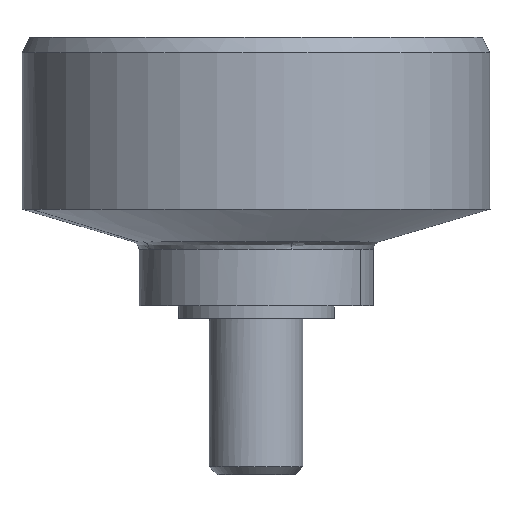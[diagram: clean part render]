
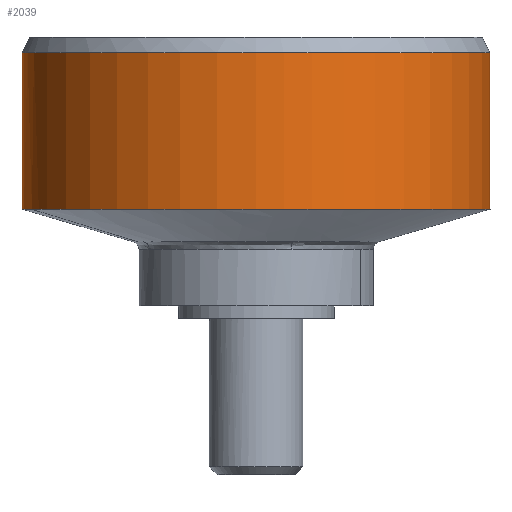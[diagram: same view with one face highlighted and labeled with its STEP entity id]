
A CAD part, left-side view. The second image highlights one B-rep face of the part: STEP entity #2039.
In plain terms, the highlighted free-form (B-spline) face has degree [2, 1] with [7, 2] control points.
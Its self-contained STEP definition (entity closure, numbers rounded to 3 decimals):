
#1669=CARTESIAN_POINT('',(-15.0,0.0,7.0));
#1670=VERTEX_POINT('',#1669);
#1671=CARTESIAN_POINT('',(-4.33,14.361,7.));
#1672=VERTEX_POINT('',#1671);
#1673=CARTESIAN_POINT('',(-15.0,0.0,7.0));
#1674=CARTESIAN_POINT('',(-15.,11.144,7.));
#1675=CARTESIAN_POINT('',(-4.33,14.361,7.));
#1683=(BOUNDED_CURVE()B_SPLINE_CURVE(2,(#1673,#1674,#1675),.UNSPECIFIED.,.F.,.U.)B_SPLINE_CURVE_WITH_KNOTS((3,3),(0.0,0.201),.UNSPECIFIED.)CURVE()GEOMETRIC_REPRESENTATION_ITEM()RATIONAL_B_SPLINE_CURVE((1.0,0.765,0.907))REPRESENTATION_ITEM(''));
#1684=EDGE_CURVE('',#1670,#1672,#1683,.T.);
#1762=CARTESIAN_POINT('',(0.916,-14.972,7.0));
#1763=VERTEX_POINT('',#1762);
#1777=CARTESIAN_POINT('',(0.916,-14.972,7.0));
#1778=CARTESIAN_POINT('',(0.458,-15.,7.));
#1779=CARTESIAN_POINT('',(0.0,-15.0,7.0));
#1780=CARTESIAN_POINT('',(-15.,-15.,7.));
#1781=CARTESIAN_POINT('',(-15.0,0.0,7.0));
#1789=(BOUNDED_CURVE()B_SPLINE_CURVE(2,(#1777,#1778,#1779,#1780,#1781),.UNSPECIFIED.,.F.,.U.)B_SPLINE_CURVE_WITH_KNOTS((3,2,3),(0.739,0.75,1.0),.UNSPECIFIED.)CURVE()GEOMETRIC_REPRESENTATION_ITEM()RATIONAL_B_SPLINE_CURVE((0.976,0.988,1.0,0.707,1.0))REPRESENTATION_ITEM(''));
#1790=EDGE_CURVE('',#1763,#1670,#1789,.T.);
#1817=CARTESIAN_POINT('',(14.042,5.274,7.));
#1818=VERTEX_POINT('',#1817);
#1819=CARTESIAN_POINT('',(-4.33,14.361,7.));
#1820=CARTESIAN_POINT('',(-2.212,15.,7.));
#1821=CARTESIAN_POINT('',(0.,15.,7.));
#1822=CARTESIAN_POINT('',(10.389,15.,7.));
#1823=CARTESIAN_POINT('',(14.042,5.274,7.));
#1831=(BOUNDED_CURVE()B_SPLINE_CURVE(2,(#1819,#1820,#1821,#1822,#1823),.UNSPECIFIED.,.F.,.U.)B_SPLINE_CURVE_WITH_KNOTS((3,2,3),(0.201,0.25,0.44),.UNSPECIFIED.)CURVE()GEOMETRIC_REPRESENTATION_ITEM()RATIONAL_B_SPLINE_CURVE((0.907,0.942,1.0,0.777,0.893))REPRESENTATION_ITEM(''));
#1832=EDGE_CURVE('',#1672,#1818,#1831,.T.);
#1915=CARTESIAN_POINT('',(14.042,5.274,17.));
#1916=VERTEX_POINT('',#1915);
#1932=CARTESIAN_POINT('',(0.916,-14.972,17.));
#1933=VERTEX_POINT('',#1932);
#1947=CARTESIAN_POINT('',(0.916,-14.972,17.));
#1948=CARTESIAN_POINT('',(0.916,-14.972,7.0));
#1949=QUASI_UNIFORM_CURVE('',1,(#1947,#1948),.UNSPECIFIED.,.F.,.U.);
#1950=EDGE_CURVE('',#1933,#1763,#1949,.T.);
#1955=CARTESIAN_POINT('',(14.042,5.274,17.));
#1956=CARTESIAN_POINT('',(14.042,5.274,7.));
#1957=QUASI_UNIFORM_CURVE('',1,(#1955,#1956),.UNSPECIFIED.,.F.,.U.);
#1958=EDGE_CURVE('',#1916,#1818,#1957,.T.);
#1963=CARTESIAN_POINT('',(0.916,-14.972,17.25));
#1964=CARTESIAN_POINT('',(-14.056,-15.888,17.25));
#1965=CARTESIAN_POINT('',(-14.972,-0.916,17.25));
#1966=CARTESIAN_POINT('',(-15.888,14.056,17.25));
#1967=CARTESIAN_POINT('',(-0.916,14.972,17.25));
#1968=CARTESIAN_POINT('',(10.146,15.649,17.25));
#1969=CARTESIAN_POINT('',(14.042,5.274,17.25));
#1970=CARTESIAN_POINT('',(0.916,-14.972,6.744));
#1971=CARTESIAN_POINT('',(-14.056,-15.888,6.744));
#1972=CARTESIAN_POINT('',(-14.972,-0.916,6.744));
#1973=CARTESIAN_POINT('',(-15.888,14.056,6.744));
#1974=CARTESIAN_POINT('',(-0.916,14.972,6.744));
#1975=CARTESIAN_POINT('',(10.146,15.649,6.744));
#1976=CARTESIAN_POINT('',(14.042,5.274,6.744));
#1984=(BOUNDED_SURFACE()B_SPLINE_SURFACE(2,1,((#1963,#1970),(#1964,#1971),(#1965,#1972),(#1966,#1973),(#1967,#1974),(#1968,#1975),(#1969,#1976)),.UNSPECIFIED.,.F.,.F.,.U.)B_SPLINE_SURFACE_WITH_KNOTS((3,2,2,3),(2,2),(0.0,24.853,49.706,69.588),(0.0,10.506),.UNSPECIFIED.)GEOMETRIC_REPRESENTATION_ITEM()RATIONAL_B_SPLINE_SURFACE(((1.0,1.0),(0.707,0.707),(1.0,1.0),(0.707,0.707),(1.0,1.0),(0.766,0.766),(0.906,0.906)))REPRESENTATION_ITEM('')SURFACE());
#1985=CARTESIAN_POINT('',(-1.771,14.895,17.));
#1986=VERTEX_POINT('',#1985);
#1987=CARTESIAN_POINT('',(-1.771,14.895,17.));
#1988=CARTESIAN_POINT('',(-0.888,15.,17.0));
#1989=CARTESIAN_POINT('',(0.0,15.0,17.0));
#1990=CARTESIAN_POINT('',(10.389,15.,17.));
#1991=CARTESIAN_POINT('',(14.042,5.274,17.));
#1999=(BOUNDED_CURVE()B_SPLINE_CURVE(2,(#1987,#1988,#1989,#1990,#1991),.UNSPECIFIED.,.F.,.U.)B_SPLINE_CURVE_WITH_KNOTS((3,2,3),(0.23,0.25,0.44),.UNSPECIFIED.)CURVE()GEOMETRIC_REPRESENTATION_ITEM()RATIONAL_B_SPLINE_CURVE((0.956,0.976,1.0,0.777,0.893))REPRESENTATION_ITEM(''));
#2000=EDGE_CURVE('',#1986,#1916,#1999,.T.);
#2001=ORIENTED_EDGE('',*,*,#2000,.T.);
#2002=ORIENTED_EDGE('',*,*,#1958,.T.);
#2003=ORIENTED_EDGE('',*,*,#1832,.F.);
#2004=ORIENTED_EDGE('',*,*,#1684,.F.);
#2005=ORIENTED_EDGE('',*,*,#1790,.F.);
#2006=ORIENTED_EDGE('',*,*,#1950,.F.);
#2007=CARTESIAN_POINT('',(-15.0,0.0,17.0));
#2008=VERTEX_POINT('',#2007);
#2009=CARTESIAN_POINT('',(0.916,-14.972,17.));
#2010=CARTESIAN_POINT('',(0.458,-15.,17.));
#2011=CARTESIAN_POINT('',(0.0,-15.0,17.0));
#2012=CARTESIAN_POINT('',(-15.,-15.,17.));
#2013=CARTESIAN_POINT('',(-15.0,0.0,17.0));
#2021=(BOUNDED_CURVE()B_SPLINE_CURVE(2,(#2009,#2010,#2011,#2012,#2013),.UNSPECIFIED.,.F.,.U.)B_SPLINE_CURVE_WITH_KNOTS((3,2,3),(0.739,0.75,1.0),.UNSPECIFIED.)CURVE()GEOMETRIC_REPRESENTATION_ITEM()RATIONAL_B_SPLINE_CURVE((0.976,0.988,1.0,0.707,1.0))REPRESENTATION_ITEM(''));
#2022=EDGE_CURVE('',#1933,#2008,#2021,.T.);
#2023=ORIENTED_EDGE('',*,*,#2022,.T.);
#2024=CARTESIAN_POINT('',(-15.0,0.0,17.0));
#2025=CARTESIAN_POINT('',(-15.,13.323,17.0));
#2026=CARTESIAN_POINT('',(-1.771,14.895,17.));
#2034=(BOUNDED_CURVE()B_SPLINE_CURVE(2,(#2024,#2025,#2026),.UNSPECIFIED.,.F.,.U.)B_SPLINE_CURVE_WITH_KNOTS((3,3),(0.0,0.23),.UNSPECIFIED.)CURVE()GEOMETRIC_REPRESENTATION_ITEM()RATIONAL_B_SPLINE_CURVE((1.0,0.731,0.956))REPRESENTATION_ITEM(''));
#2035=EDGE_CURVE('',#2008,#1986,#2034,.T.);
#2036=ORIENTED_EDGE('',*,*,#2035,.T.);
#2037=EDGE_LOOP('',(#2001,#2002,#2003,#2004,#2005,#2006,#2023,#2036));
#2038=FACE_OUTER_BOUND('',#2037,.T.);
#2039=ADVANCED_FACE('',(#2038),#1984,.T.);
